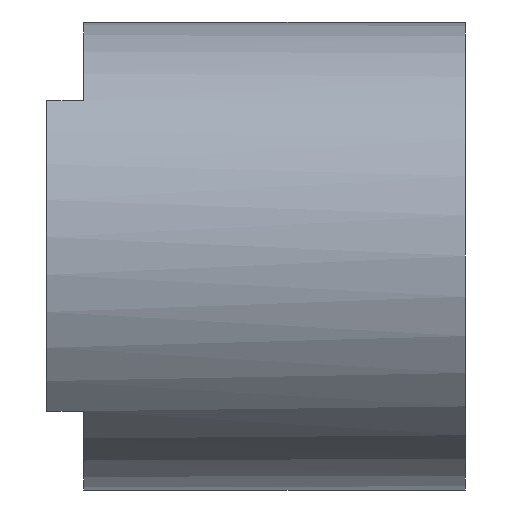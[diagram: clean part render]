
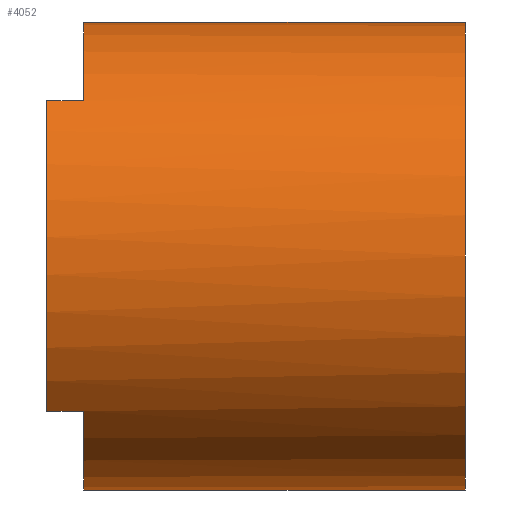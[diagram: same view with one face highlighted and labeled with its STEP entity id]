
A CAD part, left-side view. The second image highlights one B-rep face of the part: STEP entity #4052.
In plain terms, the highlighted cylindrical face has radius 9.5 mm (diameter 19 mm), a partial arc.
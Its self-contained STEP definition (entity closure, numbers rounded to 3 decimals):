
#196 = AXIS2_PLACEMENT_3D ( 'NONE', #4459, #1377, #4970 ) ;
#281 = LINE ( 'NONE', #1157, #5586 ) ;
#326 = CARTESIAN_POINT ( 'NONE',  ( -31.611, 17., 6.3 ) ) ;
#443 = DIRECTION ( 'NONE',  ( 0., 1., 0. ) ) ;
#469 = VERTEX_POINT ( 'NONE', #326 ) ;
#488 = CARTESIAN_POINT ( 'NONE',  ( -31.611, 17., 6.3 ) ) ;
#525 = VECTOR ( 'NONE', #3093, 1000. ) ;
#657 = CARTESIAN_POINT ( 'NONE',  ( -24.5, 15.5, 9.5 ) ) ;
#783 = LINE ( 'NONE', #1144, #6066 ) ;
#826 = ORIENTED_EDGE ( 'NONE', *, *, #3973, .T. ) ;
#892 = CARTESIAN_POINT ( 'NONE',  ( -24.5, 17., 0. ) ) ;
#1144 = CARTESIAN_POINT ( 'NONE',  ( -31.611, 17., -6.3 ) ) ;
#1157 = CARTESIAN_POINT ( 'NONE',  ( -24.5, 17., -9.5 ) ) ;
#1205 = VERTEX_POINT ( 'NONE', #1305 ) ;
#1305 = CARTESIAN_POINT ( 'NONE',  ( -24.5, 0., -9.5 ) ) ;
#1339 = ORIENTED_EDGE ( 'NONE', *, *, #4619, .T. ) ;
#1357 = AXIS2_PLACEMENT_3D ( 'NONE', #3533, #443, #4064 ) ;
#1367 = VERTEX_POINT ( 'NONE', #4682 ) ;
#1377 = DIRECTION ( 'NONE',  ( 0., 1., 0. ) ) ;
#1415 = DIRECTION ( 'NONE',  ( 0., 0., 1. ) ) ;
#1501 = DIRECTION ( 'NONE',  ( 0., -1., 0. ) ) ;
#1538 = AXIS2_PLACEMENT_3D ( 'NONE', #4413, #4696, #2668 ) ;
#1655 = CARTESIAN_POINT ( 'NONE',  ( -24.5, 15.5, -9.5 ) ) ;
#1659 = DIRECTION ( 'NONE',  ( 0., -1., 0. ) ) ;
#1834 = FACE_OUTER_BOUND ( 'NONE', #4968, .T. ) ;
#1893 = CIRCLE ( 'NONE', #2357, 9.5 ) ;
#2114 = EDGE_CURVE ( 'NONE', #1205, #1367, #4887, .T. ) ;
#2357 = AXIS2_PLACEMENT_3D ( 'NONE', #892, #4497, #1415 ) ;
#2359 = ORIENTED_EDGE ( 'NONE', *, *, #3070, .F. ) ;
#2433 = CARTESIAN_POINT ( 'NONE',  ( -24.5, 15.5, 0. ) ) ;
#2514 = EDGE_CURVE ( 'NONE', #3487, #469, #5833, .T. ) ;
#2638 = ORIENTED_EDGE ( 'NONE', *, *, #2114, .T. ) ;
#2668 = DIRECTION ( 'NONE',  ( 0., 0., -1. ) ) ;
#2946 = DIRECTION ( 'NONE',  ( 0., 0., 1. ) ) ;
#3070 = EDGE_CURVE ( 'NONE', #4651, #469, #1893, .T. ) ;
#3093 = DIRECTION ( 'NONE',  ( 0., 1., 0. ) ) ;
#3337 = ORIENTED_EDGE ( 'NONE', *, *, #2514, .T. ) ;
#3487 = VERTEX_POINT ( 'NONE', #5855 ) ;
#3525 = AXIS2_PLACEMENT_3D ( 'NONE', #2433, #5992, #2946 ) ;
#3533 = CARTESIAN_POINT ( 'NONE',  ( -24.5, 0., 0. ) ) ;
#3574 = ORIENTED_EDGE ( 'NONE', *, *, #5727, .F. ) ;
#3708 = EDGE_CURVE ( 'NONE', #4654, #1367, #4154, .T. ) ;
#3753 = CARTESIAN_POINT ( 'NONE',  ( -31.611, 17., -6.3 ) ) ;
#3911 = ORIENTED_EDGE ( 'NONE', *, *, #5420, .F. ) ;
#3973 = EDGE_CURVE ( 'NONE', #4651, #5102, #783, .T. ) ;
#4052 = ADVANCED_FACE ( 'NONE', ( #1834 ), #4260, .T. ) ;
#4064 = DIRECTION ( 'NONE',  ( 0., 0., 1. ) ) ;
#4154 = LINE ( 'NONE', #5094, #5177 ) ;
#4260 = CYLINDRICAL_SURFACE ( 'NONE', #1538, 9.5 ) ;
#4413 = CARTESIAN_POINT ( 'NONE',  ( -24.5, 17., 0. ) ) ;
#4459 = CARTESIAN_POINT ( 'NONE',  ( -24.5, 15.5, 0. ) ) ;
#4497 = DIRECTION ( 'NONE',  ( 0., 1., 0. ) ) ;
#4619 = EDGE_CURVE ( 'NONE', #5077, #1205, #281, .T. ) ;
#4651 = VERTEX_POINT ( 'NONE', #3753 ) ;
#4654 = VERTEX_POINT ( 'NONE', #657 ) ;
#4682 = CARTESIAN_POINT ( 'NONE',  ( -24.5, 0., 9.5 ) ) ;
#4696 = DIRECTION ( 'NONE',  ( 0., -1., 0. ) ) ;
#4710 = CIRCLE ( 'NONE', #196, 9.5 ) ;
#4761 = DIRECTION ( 'NONE',  ( 0., -1., 0. ) ) ;
#4887 = CIRCLE ( 'NONE', #1357, 9.5 ) ;
#4958 = ORIENTED_EDGE ( 'NONE', *, *, #3708, .F. ) ;
#4968 = EDGE_LOOP ( 'NONE', ( #3574, #3337, #2359, #826, #3911, #1339, #2638, #4958 ) ) ;
#4970 = DIRECTION ( 'NONE',  ( 0., 0., 1. ) ) ;
#5077 = VERTEX_POINT ( 'NONE', #1655 ) ;
#5094 = CARTESIAN_POINT ( 'NONE',  ( -24.5, 17., 9.5 ) ) ;
#5102 = VERTEX_POINT ( 'NONE', #5264 ) ;
#5177 = VECTOR ( 'NONE', #1501, 1000. ) ;
#5264 = CARTESIAN_POINT ( 'NONE',  ( -31.611, 15.5, -6.3 ) ) ;
#5420 = EDGE_CURVE ( 'NONE', #5077, #5102, #4710, .T. ) ;
#5586 = VECTOR ( 'NONE', #4761, 1000. ) ;
#5727 = EDGE_CURVE ( 'NONE', #3487, #4654, #6349, .T. ) ;
#5833 = LINE ( 'NONE', #488, #525 ) ;
#5855 = CARTESIAN_POINT ( 'NONE',  ( -31.611, 15.5, 6.3 ) ) ;
#5992 = DIRECTION ( 'NONE',  ( 0., 1., 0. ) ) ;
#6066 = VECTOR ( 'NONE', #1659, 1000. ) ;
#6349 = CIRCLE ( 'NONE', #3525, 9.5 ) ;
